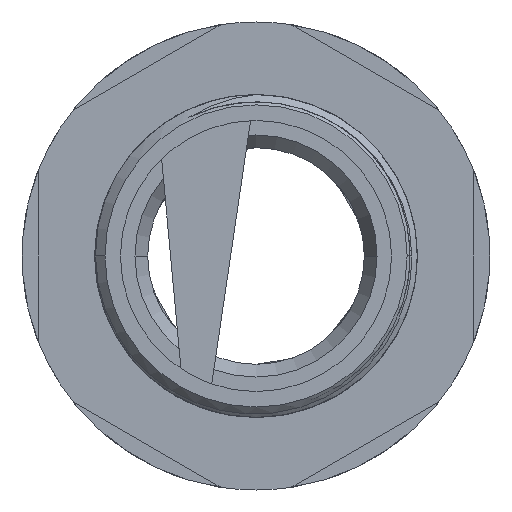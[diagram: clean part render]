
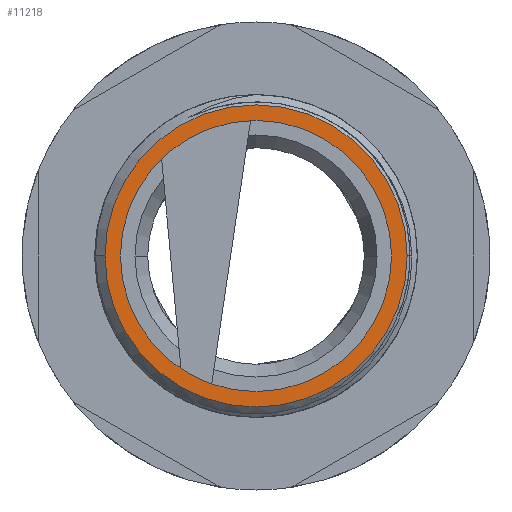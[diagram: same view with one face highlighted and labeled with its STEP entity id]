
A CAD part, front view. The second image highlights one B-rep face of the part: STEP entity #11218.
In plain terms, the highlighted planar face has unit normal (0, -1, 0).
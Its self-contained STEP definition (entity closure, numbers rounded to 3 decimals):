
#186 = VERTEX_POINT ( 'NONE', #9081 ) ;
#223 = VERTEX_POINT ( 'NONE', #9127 ) ;
#672 = EDGE_CURVE ( 'NONE', #4203, #4089, #32597, .T. ) ;
#729 = EDGE_CURVE ( 'NONE', #4089, #4203, #32336, .T. ) ;
#1878 = CIRCLE ( 'NONE', #1885, 9.364 ) ;
#1885 = AXIS2_PLACEMENT_3D ( 'NONE', #20816, #20824, #20833 ) ;
#4089 = VERTEX_POINT ( 'NONE', #19768 ) ;
#4203 = VERTEX_POINT ( 'NONE', #20389 ) ;
#4255 = EDGE_CURVE ( 'NONE', #186, #223, #1878, .T. ) ;
#5053 = ORIENTED_EDGE ( 'NONE', *, *, #729, .T. ) ;
#5235 = ORIENTED_EDGE ( 'NONE', *, *, #4255, .T. ) ;
#5337 = ORIENTED_EDGE ( 'NONE', *, *, #672, .T. ) ;
#5345 = ORIENTED_EDGE ( 'NONE', *, *, #6921, .T. ) ;
#6921 = EDGE_CURVE ( 'NONE', #223, #186, #10829, .T. ) ;
#7787 = EDGE_LOOP ( 'NONE', ( #5053, #5337 ) ) ;
#7807 = EDGE_LOOP ( 'NONE', ( #5235, #5345 ) ) ;
#9081 = CARTESIAN_POINT ( 'NONE',  ( 40.64, 0.128, 0.002 ) ) ;
#9127 = CARTESIAN_POINT ( 'NONE',  ( 59.367, 0.128, 0.002 ) ) ;
#9935 = DIRECTION ( 'NONE',  ( 0., 1., 0. ) ) ;
#9951 = DIRECTION ( 'NONE',  ( 0., 0., 1. ) ) ;
#10012 = CARTESIAN_POINT ( 'NONE',  ( 50., 0.128, 0. ) ) ;
#10804 = AXIS2_PLACEMENT_3D ( 'NONE', #25808, #25824, #25834 ) ;
#10829 = CIRCLE ( 'NONE', #10804, 9.364 ) ;
#11218 = ADVANCED_FACE ( 'NONE', ( #28972, #28926 ), #28973, .T. ) ;
#11583 = DIRECTION ( 'NONE',  ( 0., 1., 0. ) ) ;
#11604 = CARTESIAN_POINT ( 'NONE',  ( 50., 0.128, 0. ) ) ;
#11612 = DIRECTION ( 'NONE',  ( 0., 0., 1. ) ) ;
#19768 = CARTESIAN_POINT ( 'NONE',  ( 50., 0.128, -8.4 ) ) ;
#20389 = CARTESIAN_POINT ( 'NONE',  ( 50., 0.128, 8.4 ) ) ;
#20816 = CARTESIAN_POINT ( 'NONE',  ( 50.003, 0.128, 0.002 ) ) ;
#20824 = DIRECTION ( 'NONE',  ( 0., -1., 0. ) ) ;
#20833 = DIRECTION ( 'NONE',  ( -1., 0., 0. ) ) ;
#25808 = CARTESIAN_POINT ( 'NONE',  ( 50.003, 0.128, 0.002 ) ) ;
#25824 = DIRECTION ( 'NONE',  ( 0., -1., 0. ) ) ;
#25834 = DIRECTION ( 'NONE',  ( -1., 0., 0. ) ) ;
#28926 = FACE_OUTER_BOUND ( 'NONE', #7807, .T. ) ;
#28934 = CARTESIAN_POINT ( 'NONE',  ( 42.367, 0.128, 0.002 ) ) ;
#28945 = DIRECTION ( 'NONE',  ( 0., 0., -1. ) ) ;
#28968 = DIRECTION ( 'NONE',  ( 0., -1., 0. ) ) ;
#28972 = FACE_BOUND ( 'NONE', #7787, .T. ) ;
#28973 = PLANE ( 'NONE',  #32379 ) ;
#32336 = CIRCLE ( 'NONE', #32351, 8.4 ) ;
#32351 = AXIS2_PLACEMENT_3D ( 'NONE', #10012, #9935, #9951 ) ;
#32379 = AXIS2_PLACEMENT_3D ( 'NONE', #28934, #28968, #28945 ) ;
#32597 = CIRCLE ( 'NONE', #32612, 8.4 ) ;
#32612 = AXIS2_PLACEMENT_3D ( 'NONE', #11604, #11583, #11612 ) ;
